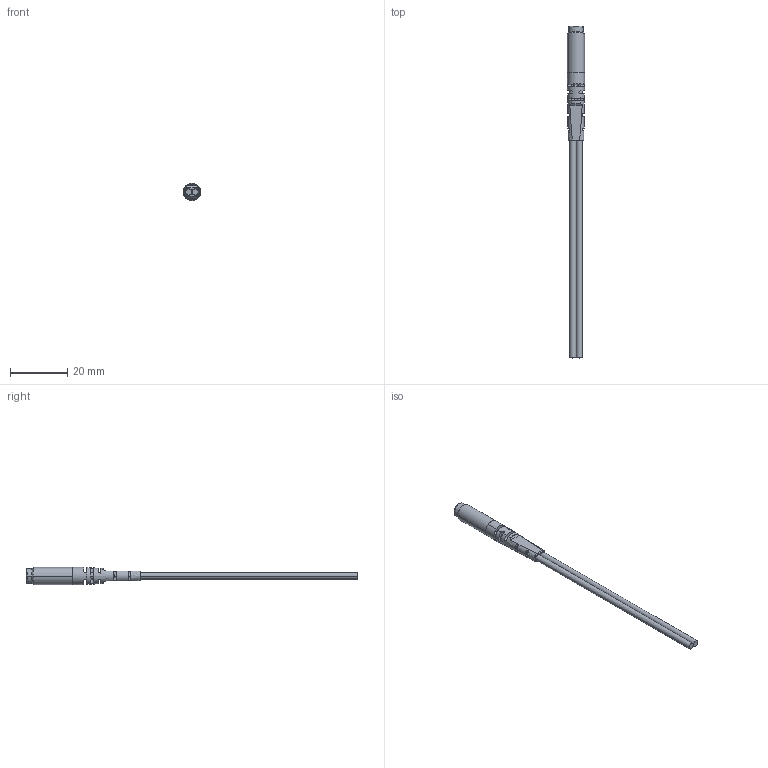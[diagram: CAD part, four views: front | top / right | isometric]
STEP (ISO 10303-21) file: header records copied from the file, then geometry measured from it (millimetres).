
FILE_DESCRIPTION((''),'2;1');
FILE_NAME('ASM0001_ASM','2019-10-21T',('wenchil222'),(''),'PRO/ENGINEER BY PARAMETRIC TECHNOLOGY CORPORATION, 2013430','PRO/ENGINEER BY PARAMETRIC TECHNOLOGY CORPORATION, 2013430','');
FILE_SCHEMA(('AUTOMOTIVE_DESIGN_CC2 { 1 2 10303 214 -1 1 5 2 }'));
Length unit declared in the file: millimetre
Products named in the file (6): PRT0001; 10; PR-620-01; PRT0002; M3OSLO; ASM0001_ASM
Assembly tree (7 placements, depth 2):
  ASM0001_ASM
    PRT0001
    10
    PR-620-01
    PRT0002  x2
    M3OSLO  x2
Bounding box: 6 x 116.25 x 6 mm (x, y, z)
Volume: 1235.9 mm3; surface area: 2921.5 mm2
Topology: 7 solids, 7 shells, 127 faces, 356 edges, 238 vertices
Faces by surface type: plane 53, cylinder 50, cone 10, bspline 10, revolution 4
Entity records: 6650 total; most frequent: CARTESIAN_POINT 2728, ORIENTED_EDGE 676, DIRECTION 562, EDGE_CURVE 338, PRESENTATION_STYLE_ASSIGNMENT 254, STYLED_ITEM 254, CURVE_STYLE 252, VERTEX_POINT 229
